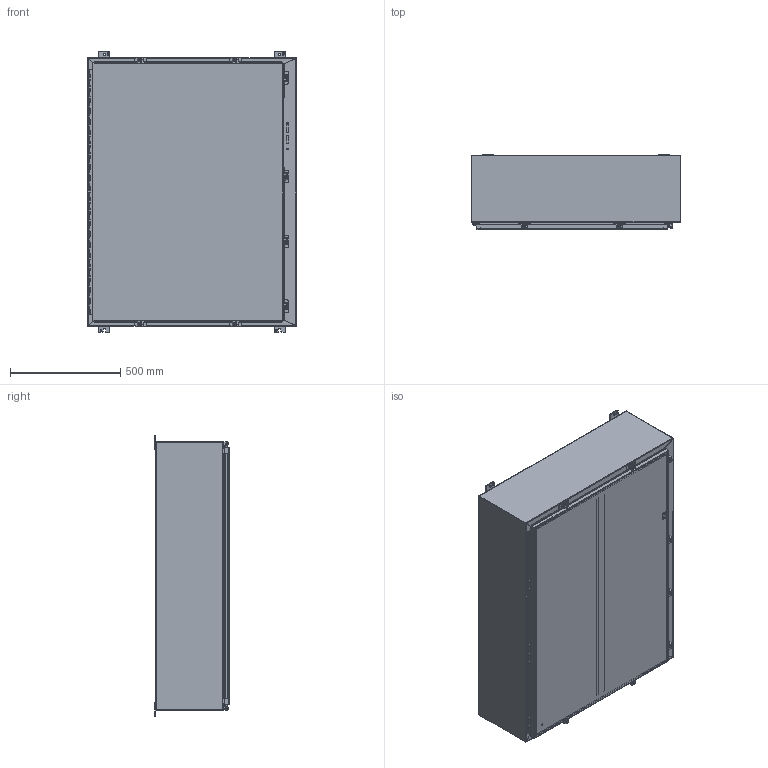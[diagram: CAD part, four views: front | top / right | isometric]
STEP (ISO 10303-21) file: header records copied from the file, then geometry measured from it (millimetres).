
FILE_DESCRIPTION (( 'STEP AP203' ), '1' );
FILE_NAME ('1447SN4K12_Default.step', '2019-11-12T14:59:57', ( '' ), ( '' ), 'SwSTEP 2.0', 'SolidWorks 2019', '' );
FILE_SCHEMA (( 'CONFIG_CONTROL_DESIGN' ));
Length unit declared in the file: inch
Products named in the file (1): 1447SN4K12_Default
Bounding box: 949.33 x 340.28 x 1276.35 mm (x, y, z)
Volume: 10538189.1 mm3; surface area: 10866136.7 mm2
Topology: 72 solids, 73 shells, 2418 faces, 6342 edges, 4140 vertices
Faces by surface type: plane 1406, cylinder 880, bspline 102, cone 30
Entity records: 78089 total; most frequent: CARTESIAN_POINT 17559, ORIENTED_EDGE 12676, DIRECTION 12494, EDGE_CURVE 6338, VECTOR 4332, LINE 4332, VERTEX_POINT 4140, AXIS2_PLACEMENT_3D 4081
